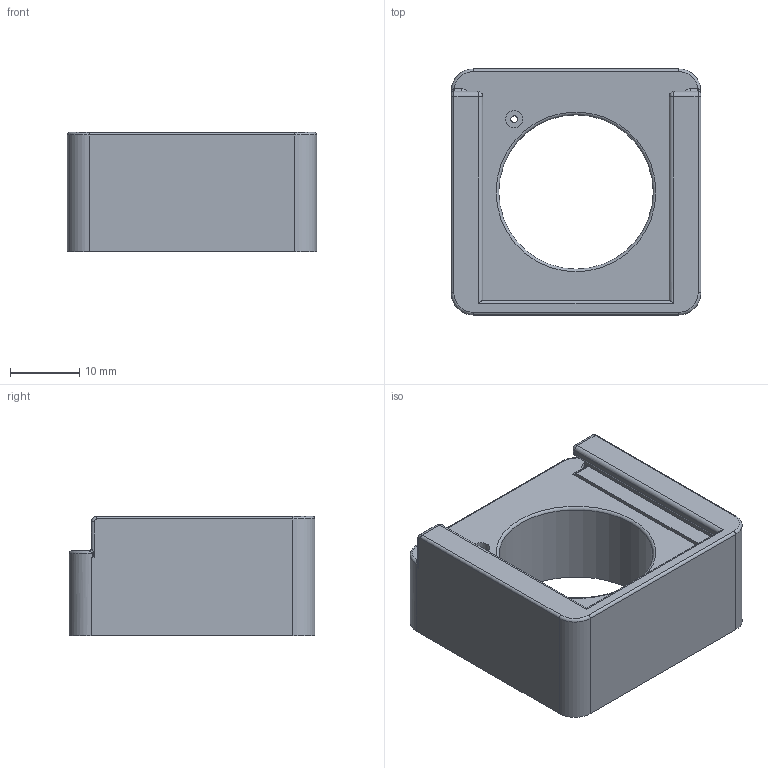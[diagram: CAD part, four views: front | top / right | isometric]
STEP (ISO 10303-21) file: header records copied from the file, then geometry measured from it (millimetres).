
FILE_DESCRIPTION(/* description */ ('Unknown'),/* implementation_level */ '2;1');
FILE_NAME(/* name */ 'Tethered Universal CIA template',/* time_stamp */ '2023-05-31T10:33:59-04:00',/* author */ ('Unknown'),/* organization */ ('Unknown'),/* preprocessor_version */ 'ST-DEVELOPER v18.1',/* originating_system */ 'Solid Edge',/* authorisation */ 'Unknown');
FILE_SCHEMA (('AUTOMOTIVE_DESIGN {1 0 10303 214 3 1 1}'));
Length unit declared in the file: millimetre
Products named in the file (1): Tethered Universal CIA template
Bounding box: 35.92 x 35.41 x 17.17 mm (x, y, z)
Volume: 11929.4 mm3; surface area: 5510.4 mm2
Topology: 1 solids, 1 shells, 88 faces, 221 edges, 130 vertices
Faces by surface type: cylinder 36, plane 25, bspline 14, torus 11, sphere 2
Full cylindrical faces by diameter (mm): 1 x1, 2.5 x1, 22.225 x1
Entity records: 2775 total; most frequent: CARTESIAN_POINT 736, DIRECTION 423, ORIENTED_EDGE 420, EDGE_CURVE 210, AXIS2_PLACEMENT_3D 166, VERTEX_POINT 129, EDGE_LOOP 97, FACE_BOUND 97
